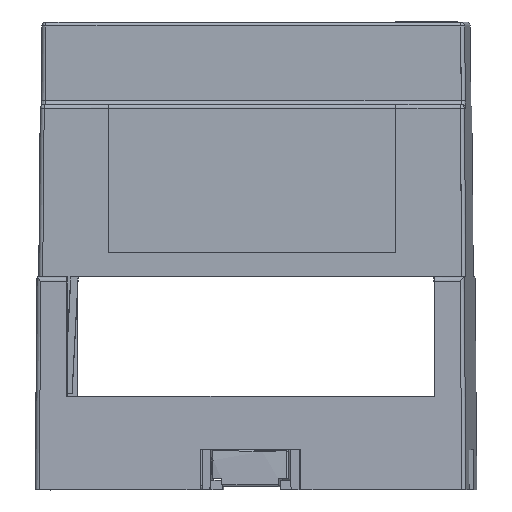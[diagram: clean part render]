
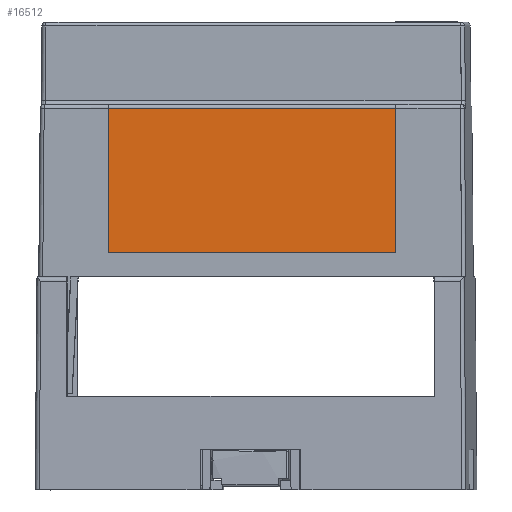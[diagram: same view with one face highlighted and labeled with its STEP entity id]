
A CAD part, left-side view. The second image highlights one B-rep face of the part: STEP entity #16512.
In plain terms, the highlighted planar face has unit normal (-1, 0.015, 0.009).
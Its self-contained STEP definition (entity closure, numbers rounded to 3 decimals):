
#499 = VECTOR ( 'NONE', #31754, 1000. ) ;
#864 = VERTEX_POINT ( 'NONE', #32551 ) ;
#1559 = LINE ( 'NONE', #34195, #32945 ) ;
#2005 = CARTESIAN_POINT ( 'NONE',  ( -28.371, -14.862, 29.399 ) ) ;
#2424 = VECTOR ( 'NONE', #16219, 1000. ) ;
#3514 = VECTOR ( 'NONE', #7996, 1000. ) ;
#4149 = DIRECTION ( 'NONE',  ( -0.015, -1., 0. ) ) ;
#4963 = CARTESIAN_POINT ( 'NONE',  ( -28.754, -50.46, 47.304 ) ) ;
#5430 = AXIS2_PLACEMENT_3D ( 'NONE', #25955, #13701, #4149 ) ;
#6283 = EDGE_CURVE ( 'NONE', #864, #11106, #11584, .T. ) ;
#7079 = VERTEX_POINT ( 'NONE', #2005 ) ;
#7996 = DIRECTION ( 'NONE',  ( 0.009, 0., 1. ) ) ;
#10578 = CARTESIAN_POINT ( 'NONE',  ( -28.215, -14.864, 47.304 ) ) ;
#10721 = ORIENTED_EDGE ( 'NONE', *, *, #6283, .T. ) ;
#11106 = VERTEX_POINT ( 'NONE', #4963 ) ;
#11584 = LINE ( 'NONE', #26255, #3514 ) ;
#13701 = DIRECTION ( 'NONE',  ( -1., 0.015, 0.009 ) ) ;
#16219 = DIRECTION ( 'NONE',  ( -0.015, -1., 0. ) ) ;
#16512 = ADVANCED_FACE ( 'NONE', ( #17336 ), #19308, .T. ) ;
#17336 = FACE_OUTER_BOUND ( 'NONE', #27762, .T. ) ;
#19308 = PLANE ( 'NONE',  #5430 ) ;
#19312 = CARTESIAN_POINT ( 'NONE',  ( -28.371, -14.862, 29.399 ) ) ;
#19363 = EDGE_CURVE ( 'NONE', #7079, #864, #34750, .T. ) ;
#20181 = EDGE_CURVE ( 'NONE', #25022, #7079, #29982, .T. ) ;
#21142 = ORIENTED_EDGE ( 'NONE', *, *, #26227, .F. ) ;
#24389 = ORIENTED_EDGE ( 'NONE', *, *, #19363, .T. ) ;
#24886 = ORIENTED_EDGE ( 'NONE', *, *, #20181, .T. ) ;
#25022 = VERTEX_POINT ( 'NONE', #29347 ) ;
#25955 = CARTESIAN_POINT ( 'NONE',  ( -28.91, -50.458, 29.399 ) ) ;
#26227 = EDGE_CURVE ( 'NONE', #25022, #11106, #1559, .T. ) ;
#26255 = CARTESIAN_POINT ( 'NONE',  ( -28.91, -50.458, 29.399 ) ) ;
#27762 = EDGE_LOOP ( 'NONE', ( #21142, #24886, #24389, #10721 ) ) ;
#29347 = CARTESIAN_POINT ( 'NONE',  ( -28.215, -14.864, 47.304 ) ) ;
#29982 = LINE ( 'NONE', #10578, #499 ) ;
#31754 = DIRECTION ( 'NONE',  ( -0.009, 0., -1. ) ) ;
#32551 = CARTESIAN_POINT ( 'NONE',  ( -28.91, -50.458, 29.399 ) ) ;
#32945 = VECTOR ( 'NONE', #33946, 1000. ) ;
#33946 = DIRECTION ( 'NONE',  ( -0.015, -1., 0. ) ) ;
#34195 = CARTESIAN_POINT ( 'NONE',  ( -28.215, -14.864, 47.304 ) ) ;
#34750 = LINE ( 'NONE', #19312, #2424 ) ;
